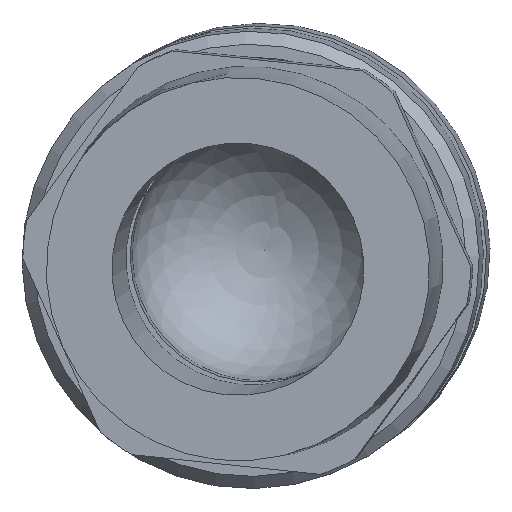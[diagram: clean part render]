
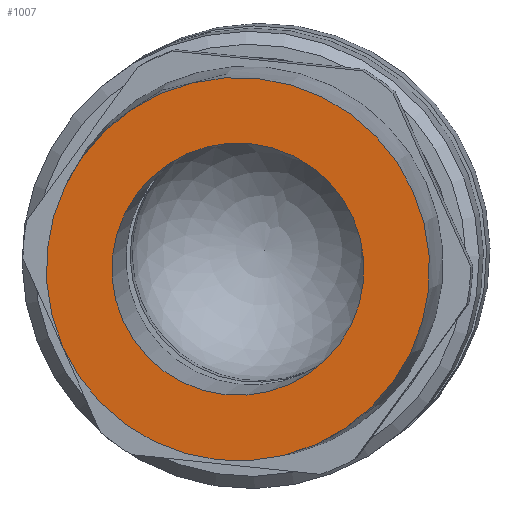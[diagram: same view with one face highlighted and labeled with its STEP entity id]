
A CAD part, front view. The second image highlights one B-rep face of the part: STEP entity #1007.
In plain terms, the highlighted face is planar.
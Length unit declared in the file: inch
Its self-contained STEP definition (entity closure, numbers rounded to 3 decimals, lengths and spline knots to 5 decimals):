
#72=FACE_BOUND('',#250,.T.);
#100=CIRCLE('',#1157,0.475);
#101=CIRCLE('',#1158,0.475);
#102=CIRCLE('',#1159,0.3125);
#103=CIRCLE('',#1160,0.3125);
#190=FACE_OUTER_BOUND('',#249,.T.);
#249=EDGE_LOOP('',(#740,#741));
#250=EDGE_LOOP('',(#742,#743));
#444=VERTEX_POINT('',#1749);
#445=VERTEX_POINT('',#1750);
#446=VERTEX_POINT('',#1753);
#447=VERTEX_POINT('',#1754);
#563=EDGE_CURVE('',#444,#445,#100,.T.);
#564=EDGE_CURVE('',#445,#444,#101,.T.);
#565=EDGE_CURVE('',#446,#447,#102,.T.);
#566=EDGE_CURVE('',#447,#446,#103,.T.);
#740=ORIENTED_EDGE('',*,*,#563,.F.);
#741=ORIENTED_EDGE('',*,*,#564,.F.);
#742=ORIENTED_EDGE('',*,*,#565,.T.);
#743=ORIENTED_EDGE('',*,*,#566,.T.);
#978=PLANE('',#1156);
#1007=ADVANCED_FACE('',(#190,#72),#978,.T.);
#1156=AXIS2_PLACEMENT_3D('',#1748,#1378,#1379);
#1157=AXIS2_PLACEMENT_3D('',#1751,#1380,#1381);
#1158=AXIS2_PLACEMENT_3D('',#1752,#1382,#1383);
#1159=AXIS2_PLACEMENT_3D('',#1755,#1384,#1385);
#1160=AXIS2_PLACEMENT_3D('',#1756,#1386,#1387);
#1378=DIRECTION('center_axis',(0.,-1.,0.));
#1379=DIRECTION('ref_axis',(0.,0.,-1.));
#1380=DIRECTION('center_axis',(0.,1.,0.));
#1381=DIRECTION('ref_axis',(1.,0.,0.));
#1382=DIRECTION('center_axis',(0.,1.,0.));
#1383=DIRECTION('ref_axis',(1.,0.,0.));
#1384=DIRECTION('center_axis',(0.,1.,0.));
#1385=DIRECTION('ref_axis',(1.,0.,0.));
#1386=DIRECTION('center_axis',(0.,1.,0.));
#1387=DIRECTION('ref_axis',(1.,0.,0.));
#1748=CARTESIAN_POINT('Origin',(-0.475,0.,0.));
#1749=CARTESIAN_POINT('',(-0.475,0.,0.));
#1750=CARTESIAN_POINT('',(0.475,0.,0.));
#1751=CARTESIAN_POINT('Origin',(0.,0.,0.));
#1752=CARTESIAN_POINT('Origin',(0.,0.,0.));
#1753=CARTESIAN_POINT('',(-0.3125,0.,0.));
#1754=CARTESIAN_POINT('',(0.3125,0.,0.));
#1755=CARTESIAN_POINT('Origin',(0.,0.,0.));
#1756=CARTESIAN_POINT('Origin',(0.,0.,0.));
